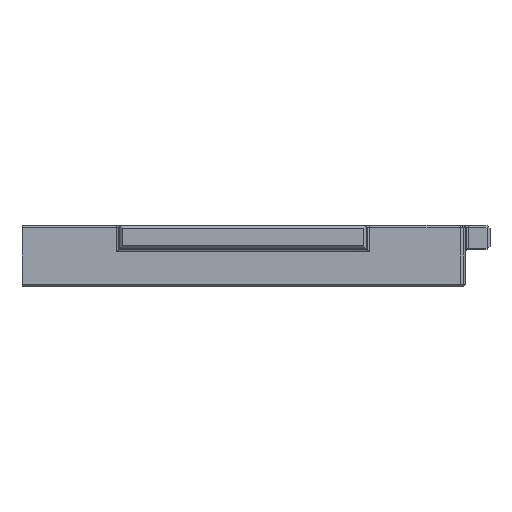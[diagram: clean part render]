
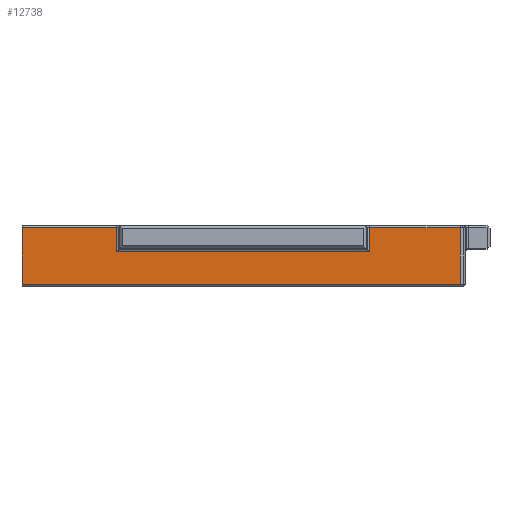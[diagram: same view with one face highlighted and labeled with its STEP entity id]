
A CAD part, top view. The second image highlights one B-rep face of the part: STEP entity #12738.
In plain terms, the highlighted planar face has unit normal (0, 0, 1).
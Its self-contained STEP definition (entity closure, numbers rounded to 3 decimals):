
#248 = DIRECTION ( 'NONE',  ( 1., 0., 0. ) ) ;
#397 = CARTESIAN_POINT ( 'NONE',  ( 189., 27.6, 59.8 ) ) ;
#879 = LINE ( 'NONE', #4160, #4615 ) ;
#1077 = CARTESIAN_POINT ( 'NONE',  ( 119.4, 14.6, 59.8 ) ) ;
#1303 = LINE ( 'NONE', #16522, #6194 ) ;
#1338 = ORIENTED_EDGE ( 'NONE', *, *, #15789, .F. ) ;
#1417 = CARTESIAN_POINT ( 'NONE',  ( 170.6, 19.5, 59.8 ) ) ;
#1741 = LINE ( 'NONE', #397, #18237 ) ;
#1938 = CARTESIAN_POINT ( 'NONE',  ( 180., 19.5, 59.8 ) ) ;
#2091 = VERTEX_POINT ( 'NONE', #18185 ) ;
#2211 = VECTOR ( 'NONE', #5428, 1000. ) ;
#2277 = EDGE_CURVE ( 'NONE', #11603, #5947, #3171, .T. ) ;
#2294 = CARTESIAN_POINT ( 'NONE',  ( 189., 19.5, 59.8 ) ) ;
#2553 = CARTESIAN_POINT ( 'NONE',  ( 100.3, 19.5, 59.8 ) ) ;
#2957 = EDGE_CURVE ( 'NONE', #5947, #11534, #1741, .T. ) ;
#2966 = VERTEX_POINT ( 'NONE', #12960 ) ;
#3140 = CARTESIAN_POINT ( 'NONE',  ( 170.6, 22.6, 59.8 ) ) ;
#3171 = LINE ( 'NONE', #1938, #14074 ) ;
#4160 = CARTESIAN_POINT ( 'NONE',  ( 100.3, 20.325, 59.8 ) ) ;
#4203 = ORIENTED_EDGE ( 'NONE', *, *, #2957, .F. ) ;
#4615 = VECTOR ( 'NONE', #12792, 1000. ) ;
#5047 = DIRECTION ( 'NONE',  ( 0., 0., 1. ) ) ;
#5080 = CARTESIAN_POINT ( 'NONE',  ( 119.4, 22.6, 59.8 ) ) ;
#5428 = DIRECTION ( 'NONE',  ( 0., -1., 0. ) ) ;
#5499 = ORIENTED_EDGE ( 'NONE', *, *, #21211, .F. ) ;
#5504 = FACE_OUTER_BOUND ( 'NONE', #7510, .T. ) ;
#5687 = LINE ( 'NONE', #12620, #12723 ) ;
#5947 = VERTEX_POINT ( 'NONE', #2294 ) ;
#6194 = VECTOR ( 'NONE', #6393, 1000. ) ;
#6360 = ORIENTED_EDGE ( 'NONE', *, *, #17098, .F. ) ;
#6393 = DIRECTION ( 'NONE',  ( 1., 0., 0. ) ) ;
#7010 = LINE ( 'NONE', #5080, #2211 ) ;
#7510 = EDGE_LOOP ( 'NONE', ( #13032, #1338, #4203, #10358, #6360, #5499, #15671, #21440 ) ) ;
#8331 = CARTESIAN_POINT ( 'NONE',  ( 189., 8., 59.8 ) ) ;
#8664 = DIRECTION ( 'NONE',  ( 0., -1., 0. ) ) ;
#8895 = VERTEX_POINT ( 'NONE', #19656 ) ;
#9127 = VECTOR ( 'NONE', #11658, 1000. ) ;
#10358 = ORIENTED_EDGE ( 'NONE', *, *, #2277, .F. ) ;
#10382 = AXIS2_PLACEMENT_3D ( 'NONE', #20613, #5047, #11974 ) ;
#10438 = CARTESIAN_POINT ( 'NONE',  ( 180., 14.6, 59.8 ) ) ;
#11534 = VERTEX_POINT ( 'NONE', #8331 ) ;
#11603 = VERTEX_POINT ( 'NONE', #1417 ) ;
#11658 = DIRECTION ( 'NONE',  ( 0., 1., 0. ) ) ;
#11974 = DIRECTION ( 'NONE',  ( 1., 0., 0. ) ) ;
#12620 = CARTESIAN_POINT ( 'NONE',  ( 167.525, 8., 59.8 ) ) ;
#12723 = VECTOR ( 'NONE', #19561, 1000. ) ;
#12738 = ADVANCED_FACE ( 'NONE', ( #5504 ), #17315, .T. ) ;
#12792 = DIRECTION ( 'NONE',  ( 0., -1., 0. ) ) ;
#12822 = VERTEX_POINT ( 'NONE', #2553 ) ;
#12960 = CARTESIAN_POINT ( 'NONE',  ( 170.6, 14.6, 59.8 ) ) ;
#12962 = VERTEX_POINT ( 'NONE', #1077 ) ;
#13032 = ORIENTED_EDGE ( 'NONE', *, *, #13969, .T. ) ;
#13044 = VECTOR ( 'NONE', #248, 1000. ) ;
#13969 = EDGE_CURVE ( 'NONE', #12822, #2091, #879, .T. ) ;
#14074 = VECTOR ( 'NONE', #18852, 1000. ) ;
#15671 = ORIENTED_EDGE ( 'NONE', *, *, #22402, .F. ) ;
#15789 = EDGE_CURVE ( 'NONE', #11534, #2091, #5687, .T. ) ;
#16496 = EDGE_CURVE ( 'NONE', #12822, #8895, #1303, .T. ) ;
#16522 = CARTESIAN_POINT ( 'NONE',  ( 180., 19.5, 59.8 ) ) ;
#17098 = EDGE_CURVE ( 'NONE', #2966, #11603, #18937, .T. ) ;
#17138 = LINE ( 'NONE', #10438, #13044 ) ;
#17315 = PLANE ( 'NONE',  #10382 ) ;
#18185 = CARTESIAN_POINT ( 'NONE',  ( 100.3, 8., 59.8 ) ) ;
#18237 = VECTOR ( 'NONE', #8664, 1000. ) ;
#18852 = DIRECTION ( 'NONE',  ( 1., 0., 0. ) ) ;
#18937 = LINE ( 'NONE', #3140, #9127 ) ;
#19561 = DIRECTION ( 'NONE',  ( -1., 0., 0. ) ) ;
#19656 = CARTESIAN_POINT ( 'NONE',  ( 119.4, 19.5, 59.8 ) ) ;
#20613 = CARTESIAN_POINT ( 'NONE',  ( -79.7, 27.6, 59.8 ) ) ;
#21211 = EDGE_CURVE ( 'NONE', #12962, #2966, #17138, .T. ) ;
#21440 = ORIENTED_EDGE ( 'NONE', *, *, #16496, .F. ) ;
#22402 = EDGE_CURVE ( 'NONE', #8895, #12962, #7010, .T. ) ;
